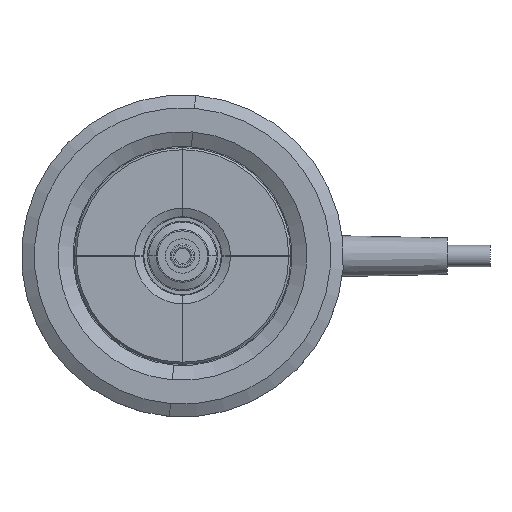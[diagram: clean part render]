
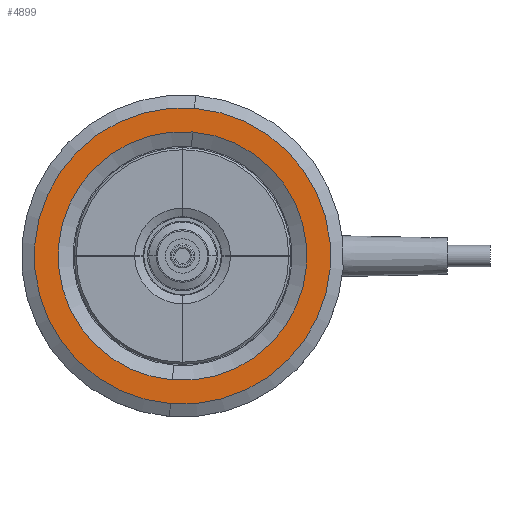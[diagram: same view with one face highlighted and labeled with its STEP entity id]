
A CAD part, top view. The second image highlights one B-rep face of the part: STEP entity #4899.
In plain terms, the highlighted planar face has unit normal (0, 0, 1).
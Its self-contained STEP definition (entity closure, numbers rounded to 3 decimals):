
#170 = AXIS2_PLACEMENT_3D ( 'NONE', #4707, #4706, #4708 ) ;
#220 = AXIS2_PLACEMENT_3D ( 'NONE', #4257, #4147, #4249 ) ;
#304 = EDGE_CURVE ( 'NONE', #3042, #3052, #1026, .T. ) ;
#416 = EDGE_CURVE ( 'NONE', #3052, #3042, #1099, .T. ) ;
#459 = EDGE_CURVE ( 'NONE', #3060, #3058, #1275, .T. ) ;
#505 = AXIS2_PLACEMENT_3D ( 'NONE', #2529, #2526, #2525 ) ;
#545 = AXIS2_PLACEMENT_3D ( 'NONE', #2029, #1988, #2011 ) ;
#567 = AXIS2_PLACEMENT_3D ( 'NONE', #2073, #2075, #2074 ) ;
#726 = EDGE_CURVE ( 'NONE', #3058, #3060, #1219, .T. ) ;
#1026 = CIRCLE ( 'NONE', #505, 34.5 ) ;
#1099 = CIRCLE ( 'NONE', #545, 34.5 ) ;
#1219 = CIRCLE ( 'NONE', #170, 28.964 ) ;
#1275 = CIRCLE ( 'NONE', #567, 28.964 ) ;
#1451 = FACE_OUTER_BOUND ( 'NONE', #2933, .T. ) ;
#1455 = FACE_BOUND ( 'NONE', #2814, .T. ) ;
#1988 = DIRECTION ( 'NONE',  ( 0., 0., 1. ) ) ;
#2011 = DIRECTION ( 'NONE',  ( -0.081, -0.997, 0. ) ) ;
#2029 = CARTESIAN_POINT ( 'NONE',  ( 0., 0., 6.8 ) ) ;
#2073 = CARTESIAN_POINT ( 'NONE',  ( 0., 0., 6.8 ) ) ;
#2074 = DIRECTION ( 'NONE',  ( -0.081, -0.997, 0. ) ) ;
#2075 = DIRECTION ( 'NONE',  ( 0., 0., -1. ) ) ;
#2525 = DIRECTION ( 'NONE',  ( -0.081, -0.997, 0. ) ) ;
#2526 = DIRECTION ( 'NONE',  ( 0., 0., 1. ) ) ;
#2529 = CARTESIAN_POINT ( 'NONE',  ( 0., 0., 6.8 ) ) ;
#2814 = EDGE_LOOP ( 'NONE', ( #3393, #3394 ) ) ;
#2933 = EDGE_LOOP ( 'NONE', ( #3395, #3396 ) ) ;
#3042 = VERTEX_POINT ( 'NONE', #4502 ) ;
#3052 = VERTEX_POINT ( 'NONE', #4492 ) ;
#3058 = VERTEX_POINT ( 'NONE', #4486 ) ;
#3060 = VERTEX_POINT ( 'NONE', #4487 ) ;
#3393 = ORIENTED_EDGE ( 'NONE', *, *, #459, .T. ) ;
#3394 = ORIENTED_EDGE ( 'NONE', *, *, #726, .T. ) ;
#3395 = ORIENTED_EDGE ( 'NONE', *, *, #304, .T. ) ;
#3396 = ORIENTED_EDGE ( 'NONE', *, *, #416, .T. ) ;
#4147 = DIRECTION ( 'NONE',  ( 0., 0., -1. ) ) ;
#4249 = DIRECTION ( 'NONE',  ( -0.081, -0.997, 0. ) ) ;
#4253 = PLANE ( 'NONE',  #220 ) ;
#4257 = CARTESIAN_POINT ( 'NONE',  ( 25.416, -2.07, 6.8 ) ) ;
#4486 = CARTESIAN_POINT ( 'NONE',  ( -2.351, -28.868, 6.8 ) ) ;
#4487 = CARTESIAN_POINT ( 'NONE',  ( 2.351, 28.868, 6.8 ) ) ;
#4492 = CARTESIAN_POINT ( 'NONE',  ( 2.801, 34.386, 6.8 ) ) ;
#4502 = CARTESIAN_POINT ( 'NONE',  ( -2.801, -34.386, 6.8 ) ) ;
#4706 = DIRECTION ( 'NONE',  ( 0., 0., -1. ) ) ;
#4707 = CARTESIAN_POINT ( 'NONE',  ( 0., 0., 6.8 ) ) ;
#4708 = DIRECTION ( 'NONE',  ( -0.081, -0.997, 0. ) ) ;
#4899 = ADVANCED_FACE ( 'NONE', ( #1451, #1455 ), #4253, .F. ) ;
